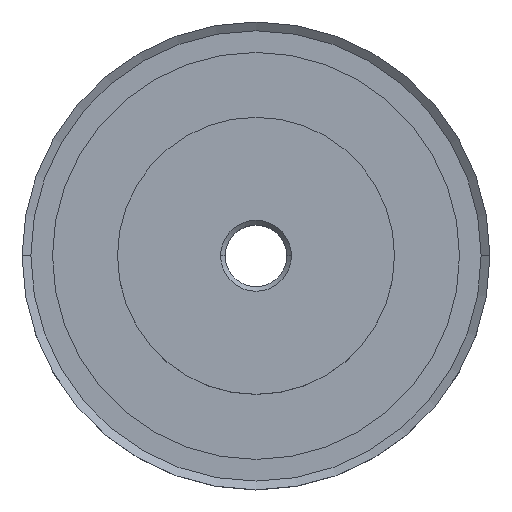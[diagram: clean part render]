
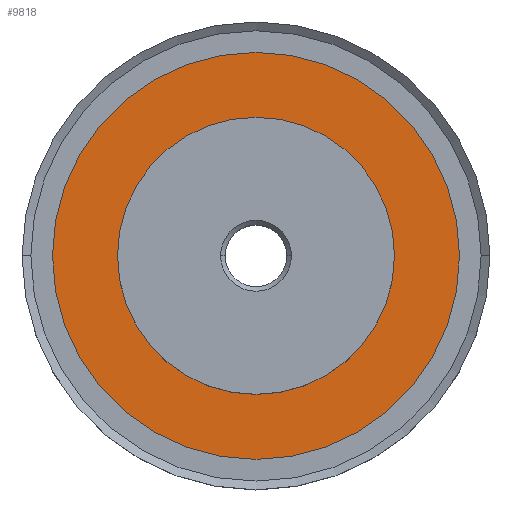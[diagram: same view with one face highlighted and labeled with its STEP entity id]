
A CAD part, top view. The second image highlights one B-rep face of the part: STEP entity #9818.
In plain terms, the highlighted planar face has unit normal (0, 0, 1).
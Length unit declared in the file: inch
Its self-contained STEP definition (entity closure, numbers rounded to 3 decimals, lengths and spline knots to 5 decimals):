
#4 = VERTEX_POINT ( 'NONE', #2115 ) ;
#225 = CARTESIAN_POINT ( 'NONE',  ( -1.653, 0., 0. ) ) ;
#646 = DIRECTION ( 'NONE',  ( 0., 0., 1. ) ) ;
#1008 = ORIENTED_EDGE ( 'NONE', *, *, #8728, .F. ) ;
#1775 = VERTEX_POINT ( 'NONE', #5318 ) ;
#2019 = AXIS2_PLACEMENT_3D ( 'NONE', #3535, #8955, #4041 ) ;
#2115 = CARTESIAN_POINT ( 'NONE',  ( -1.125, 0., 0. ) ) ;
#2121 = CARTESIAN_POINT ( 'NONE',  ( 0., 0., 0. ) ) ;
#2575 = VERTEX_POINT ( 'NONE', #5021 ) ;
#2606 = CARTESIAN_POINT ( 'NONE',  ( 0., 0., 0. ) ) ;
#2632 = EDGE_LOOP ( 'NONE', ( #6454, #8981 ) ) ;
#2879 = CIRCLE ( 'NONE', #3663, 1.125 ) ;
#2897 = DIRECTION ( 'NONE',  ( 1., 0., 0. ) ) ;
#3089 = CARTESIAN_POINT ( 'NONE',  ( 0., 0., 0. ) ) ;
#3372 = FACE_BOUND ( 'NONE', #3594, .T. ) ;
#3394 = DIRECTION ( 'NONE',  ( 1., 0., 0. ) ) ;
#3535 = CARTESIAN_POINT ( 'NONE',  ( 0., 0., 0. ) ) ;
#3594 = EDGE_LOOP ( 'NONE', ( #1008, #9237 ) ) ;
#3663 = AXIS2_PLACEMENT_3D ( 'NONE', #3089, #8513, #3882 ) ;
#3882 = DIRECTION ( 'NONE',  ( 1., 0., 0. ) ) ;
#4041 = DIRECTION ( 'NONE',  ( 1., 0., 0. ) ) ;
#4122 = CIRCLE ( 'NONE', #5499, 1.653 ) ;
#4255 = AXIS2_PLACEMENT_3D ( 'NONE', #2606, #8032, #3394 ) ;
#4818 = CIRCLE ( 'NONE', #4255, 1.653 ) ;
#5021 = CARTESIAN_POINT ( 'NONE',  ( 1.125, 0., 0. ) ) ;
#5292 = PLANE ( 'NONE',  #9472 ) ;
#5318 = CARTESIAN_POINT ( 'NONE',  ( 1.653, 0., 0. ) ) ;
#5499 = AXIS2_PLACEMENT_3D ( 'NONE', #2121, #7533, #2897 ) ;
#6060 = DIRECTION ( 'NONE',  ( 1., 0., 0. ) ) ;
#6419 = VERTEX_POINT ( 'NONE', #225 ) ;
#6454 = ORIENTED_EDGE ( 'NONE', *, *, #7849, .T. ) ;
#6800 = CARTESIAN_POINT ( 'NONE',  ( 0., 0., 0. ) ) ;
#7246 = FACE_OUTER_BOUND ( 'NONE', #2632, .T. ) ;
#7271 = EDGE_CURVE ( 'NONE', #2575, #4, #7848, .T. ) ;
#7533 = DIRECTION ( 'NONE',  ( 0., 0., 1. ) ) ;
#7848 = CIRCLE ( 'NONE', #2019, 1.125 ) ;
#7849 = EDGE_CURVE ( 'NONE', #6419, #1775, #4818, .T. ) ;
#8032 = DIRECTION ( 'NONE',  ( 0., 0., 1. ) ) ;
#8513 = DIRECTION ( 'NONE',  ( 0., 0., 1. ) ) ;
#8728 = EDGE_CURVE ( 'NONE', #4, #2575, #2879, .T. ) ;
#8955 = DIRECTION ( 'NONE',  ( 0., 0., 1. ) ) ;
#8981 = ORIENTED_EDGE ( 'NONE', *, *, #9757, .T. ) ;
#9237 = ORIENTED_EDGE ( 'NONE', *, *, #7271, .F. ) ;
#9472 = AXIS2_PLACEMENT_3D ( 'NONE', #6800, #646, #6060 ) ;
#9757 = EDGE_CURVE ( 'NONE', #1775, #6419, #4122, .T. ) ;
#9818 = ADVANCED_FACE ( 'NONE', ( #7246, #3372 ), #5292, .T. ) ;
